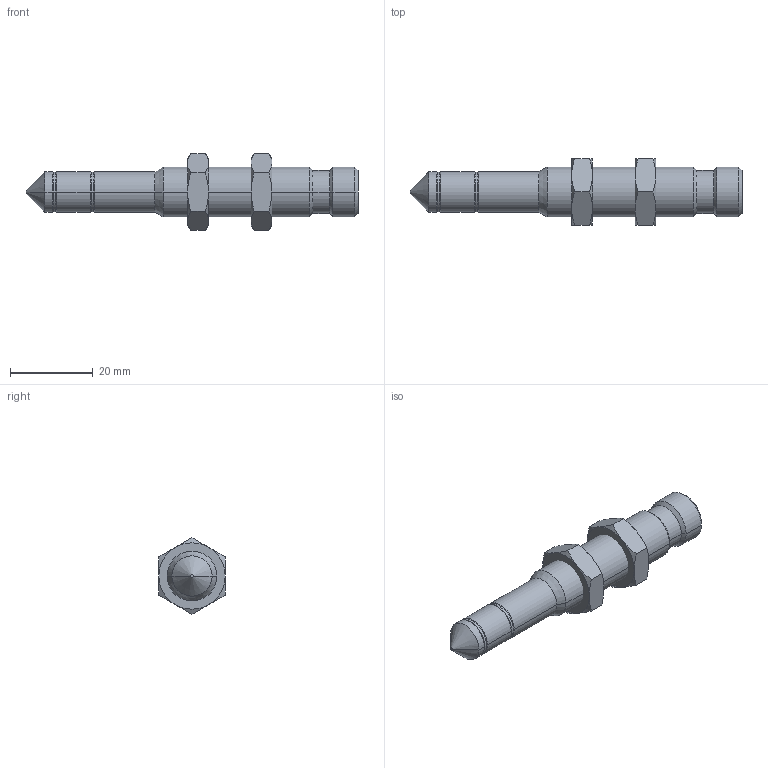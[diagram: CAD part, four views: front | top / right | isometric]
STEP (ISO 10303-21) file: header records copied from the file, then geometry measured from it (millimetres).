
FILE_DESCRIPTION (( 'STEP AP203' ), '1' );
FILE_NAME ('SNS12.STEP', '2010-03-03T19:40:39', ( ' ' ), ( ' ' ), 'SwSTEP 2.0', 'SolidWorks 2010', '' );
FILE_SCHEMA (( 'CONFIG_CONTROL_DESIGN' ));
Length unit declared in the file: inch
Products named in the file (3): SNS12; 13096; Hex Nut Jam_Syron Metric_B18.2.4.5M - Hex jam nut,  M10 x 1.5, with 16mm WAF --D-C
Assembly tree (3 placements, depth 2):
  SNS12
    Hex Nut Jam_Syron Metric_B18.2.4.5M - Hex jam nut,  M10 x 1.5, with 16mm WAF --D-C  x2
    13096
Bounding box: 80.01 x 16 x 18.48 mm (x, y, z)
Volume: 4920.9 mm3; surface area: 6211.3 mm2
Topology: 3 solids, 3 shells, 100 faces, 208 edges, 113 vertices
Faces by surface type: cone 46, cylinder 28, plane 18, torus 8
Entity records: 2279 total; most frequent: CARTESIAN_POINT 439, DIRECTION 352, ORIENTED_EDGE 292, AXIS2_PLACEMENT_3D 152, EDGE_CURVE 146, VERTEX_POINT 79, EDGE_LOOP 75, CIRCLE 74
